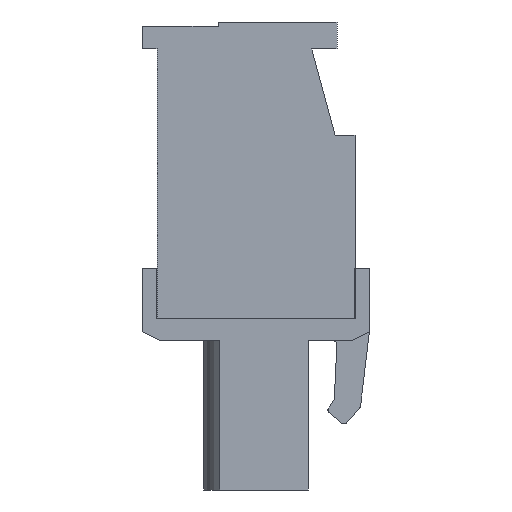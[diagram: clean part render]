
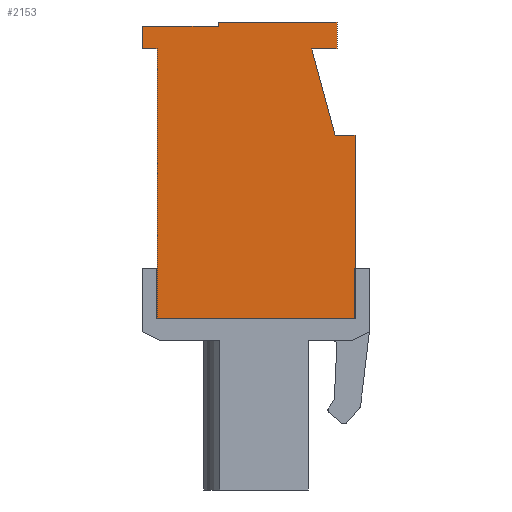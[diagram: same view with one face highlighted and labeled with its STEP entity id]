
A CAD part, left-side view. The second image highlights one B-rep face of the part: STEP entity #2153.
In plain terms, the highlighted planar face has unit normal (-1, 0, 0).
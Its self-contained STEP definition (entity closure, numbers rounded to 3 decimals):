
#2153 = ADVANCED_FACE( '', ( #5503 ), #5504, .T. );
#5503 = FACE_OUTER_BOUND( '', #10419, .T. );
#5504 = PLANE( '', #10420 );
#10419 = EDGE_LOOP( '', ( #15711, #15712, #15713, #15714, #15715, #15716, #15717, #15718, #15719, #15720, #15721, #15722 ) );
#10420 = AXIS2_PLACEMENT_3D( '', #15723, #15724, #15725 );
#15711 = ORIENTED_EDGE( '', *, *, #30354, .T. );
#15712 = ORIENTED_EDGE( '', *, *, #30355, .T. );
#15713 = ORIENTED_EDGE( '', *, *, #30356, .T. );
#15714 = ORIENTED_EDGE( '', *, *, #30357, .T. );
#15715 = ORIENTED_EDGE( '', *, *, #30358, .T. );
#15716 = ORIENTED_EDGE( '', *, *, #30359, .T. );
#15717 = ORIENTED_EDGE( '', *, *, #30360, .T. );
#15718 = ORIENTED_EDGE( '', *, *, #30361, .T. );
#15719 = ORIENTED_EDGE( '', *, *, #30362, .T. );
#15720 = ORIENTED_EDGE( '', *, *, #30363, .T. );
#15721 = ORIENTED_EDGE( '', *, *, #30364, .T. );
#15722 = ORIENTED_EDGE( '', *, *, #30154, .T. );
#15723 = CARTESIAN_POINT( '', ( -35.56, 0., 0. ) );
#15724 = DIRECTION( '', ( -1., 0., 0. ) );
#15725 = DIRECTION( '', ( 0., 0., 1. ) );
#30154 = EDGE_CURVE( '', #36168, #36169, #36170, .T. );
#30354 = EDGE_CURVE( '', #36169, #36534, #36535, .T. );
#30355 = EDGE_CURVE( '', #36534, #36536, #36537, .T. );
#30356 = EDGE_CURVE( '', #36536, #36538, #36539, .T. );
#30357 = EDGE_CURVE( '', #36538, #36540, #36541, .T. );
#30358 = EDGE_CURVE( '', #36540, #36542, #36543, .T. );
#30359 = EDGE_CURVE( '', #36542, #36544, #36545, .T. );
#30360 = EDGE_CURVE( '', #36544, #36546, #36547, .T. );
#30361 = EDGE_CURVE( '', #36546, #36548, #36549, .T. );
#30362 = EDGE_CURVE( '', #36548, #36550, #36551, .T. );
#30363 = EDGE_CURVE( '', #36550, #36552, #36553, .T. );
#30364 = EDGE_CURVE( '', #36552, #36168, #36554, .T. );
#36168 = VERTEX_POINT( '', #45024 );
#36169 = VERTEX_POINT( '', #45025 );
#36170 = LINE( '', #45026, #45027 );
#36534 = VERTEX_POINT( '', #45549 );
#36535 = LINE( '', #45550, #45551 );
#36536 = VERTEX_POINT( '', #45552 );
#36537 = LINE( '', #45553, #45554 );
#36538 = VERTEX_POINT( '', #45555 );
#36539 = LINE( '', #45556, #45557 );
#36540 = VERTEX_POINT( '', #45558 );
#36541 = LINE( '', #45559, #45560 );
#36542 = VERTEX_POINT( '', #45561 );
#36543 = LINE( '', #45562, #45563 );
#36544 = VERTEX_POINT( '', #45564 );
#36545 = LINE( '', #45565, #45566 );
#36546 = VERTEX_POINT( '', #45567 );
#36547 = LINE( '', #45568, #45569 );
#36548 = VERTEX_POINT( '', #45570 );
#36549 = LINE( '', #45571, #45572 );
#36550 = VERTEX_POINT( '', #45573 );
#36551 = LINE( '', #45574, #45575 );
#36552 = VERTEX_POINT( '', #45576 );
#36553 = LINE( '', #45577, #45578 );
#36554 = LINE( '', #45579, #45580 );
#45024 = CARTESIAN_POINT( '', ( -35.56, -3.1, 7.5 ) );
#45025 = CARTESIAN_POINT( '', ( -35.56, -4.5, 7.5 ) );
#45026 = CARTESIAN_POINT( '', ( -35.56, -3.1, 7.5 ) );
#45027 = VECTOR( '', #57455, 1000. );
#45549 = CARTESIAN_POINT( '', ( -35.56, -4.5, 9. ) );
#45550 = CARTESIAN_POINT( '', ( -35.56, -4.5, 7.5 ) );
#45551 = VECTOR( '', #57641, 1000. );
#45552 = CARTESIAN_POINT( '', ( -35.56, 2.1, 9. ) );
#45553 = CARTESIAN_POINT( '', ( -35.56, -4.5, 9. ) );
#45554 = VECTOR( '', #57642, 1000. );
#45555 = CARTESIAN_POINT( '', ( -35.56, 2.1, 8.75 ) );
#45556 = CARTESIAN_POINT( '', ( -35.56, 2.1, 9. ) );
#45557 = VECTOR( '', #57643, 1000. );
#45558 = CARTESIAN_POINT( '', ( -35.56, 6.3, 8.75 ) );
#45559 = CARTESIAN_POINT( '', ( -35.56, 2.1, 8.75 ) );
#45560 = VECTOR( '', #57644, 1000. );
#45561 = CARTESIAN_POINT( '', ( -35.56, 6.3, 7.5 ) );
#45562 = CARTESIAN_POINT( '', ( -35.56, 6.3, 8.75 ) );
#45563 = VECTOR( '', #57645, 1000. );
#45564 = CARTESIAN_POINT( '', ( -35.56, 5.5, 7.5 ) );
#45565 = CARTESIAN_POINT( '', ( -35.56, 6.3, 7.5 ) );
#45566 = VECTOR( '', #57646, 1000. );
#45567 = CARTESIAN_POINT( '', ( -35.56, 5.5, -7.5 ) );
#45568 = CARTESIAN_POINT( '', ( -35.56, 5.5, 7.5 ) );
#45569 = VECTOR( '', #57647, 1000. );
#45570 = CARTESIAN_POINT( '', ( -35.56, -5.5, -7.5 ) );
#45571 = CARTESIAN_POINT( '', ( -35.56, 5.5, -7.5 ) );
#45572 = VECTOR( '', #57648, 1000. );
#45573 = CARTESIAN_POINT( '', ( -35.56, -5.5, 2.7 ) );
#45574 = CARTESIAN_POINT( '', ( -35.56, -5.5, -7.5 ) );
#45575 = VECTOR( '', #57649, 1000. );
#45576 = CARTESIAN_POINT( '', ( -35.56, -4.4, 2.7 ) );
#45577 = CARTESIAN_POINT( '', ( -35.56, -5.5, 2.7 ) );
#45578 = VECTOR( '', #57650, 1000. );
#45579 = CARTESIAN_POINT( '', ( -35.56, -4.4, 2.7 ) );
#45580 = VECTOR( '', #57651, 1000. );
#57455 = DIRECTION( '', ( 0., -1., 0. ) );
#57641 = DIRECTION( '', ( 0., 0., 1. ) );
#57642 = DIRECTION( '', ( 0., 1., 0. ) );
#57643 = DIRECTION( '', ( 0., 0., -1. ) );
#57644 = DIRECTION( '', ( 0., 1., 0. ) );
#57645 = DIRECTION( '', ( 0., 0., -1. ) );
#57646 = DIRECTION( '', ( 0., -1., 0. ) );
#57647 = DIRECTION( '', ( 0., 0., -1. ) );
#57648 = DIRECTION( '', ( 0., -1., 0. ) );
#57649 = DIRECTION( '', ( 0., 0., 1. ) );
#57650 = DIRECTION( '', ( 0., 1., 0. ) );
#57651 = DIRECTION( '', ( 0., 0.261, 0.965 ) );
